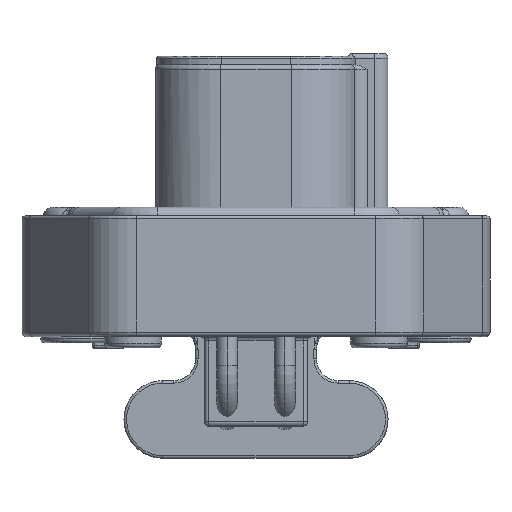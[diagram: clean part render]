
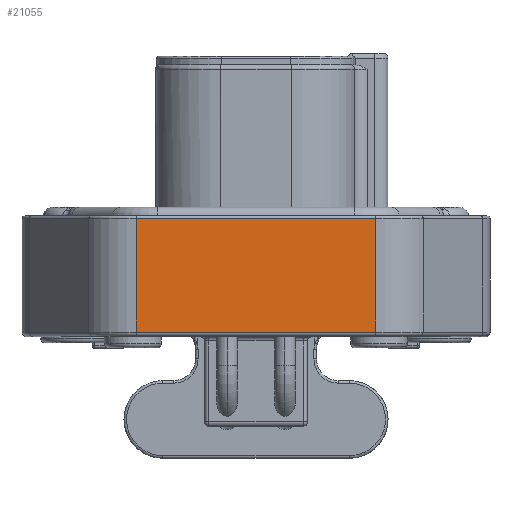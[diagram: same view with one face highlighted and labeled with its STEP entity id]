
A CAD part, top view. The second image highlights one B-rep face of the part: STEP entity #21055.
In plain terms, the highlighted planar face has unit normal (0, 0, 1).
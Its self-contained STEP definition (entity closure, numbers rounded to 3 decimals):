
#2352=DIRECTION('',(-1.,0.,0.));
#2353=VECTOR('',#2352,27.659);
#2354=CARTESIAN_POINT('',(13.83,5.65,18.25));
#2355=LINE('',#2354,#2353);
#6152=DIRECTION('',(0.,-1.,0.));
#6153=VECTOR('',#6152,13.15);
#6154=CARTESIAN_POINT('',(-13.83,5.65,18.25));
#6155=LINE('',#6154,#6153);
#6171=DIRECTION('',(1.,0.,0.));
#6172=VECTOR('',#6171,27.659);
#6173=CARTESIAN_POINT('',(-13.83,-7.5,18.25));
#6174=LINE('',#6173,#6172);
#6179=DIRECTION('',(0.,1.,0.));
#6180=VECTOR('',#6179,13.15);
#6181=CARTESIAN_POINT('',(13.83,-7.5,18.25));
#6182=LINE('',#6181,#6180);
#10860=CARTESIAN_POINT('',(13.83,-7.5,18.25));
#10861=VERTEX_POINT('',#10860);
#10862=CARTESIAN_POINT('',(13.83,5.65,18.25));
#10863=VERTEX_POINT('',#10862);
#10864=CARTESIAN_POINT('',(-13.83,-7.5,18.25));
#10865=VERTEX_POINT('',#10864);
#10866=CARTESIAN_POINT('',(-13.83,5.65,18.25));
#10867=VERTEX_POINT('',#10866);
#21043=CARTESIAN_POINT('',(-13.83,5.95,18.25));
#21044=DIRECTION('',(0.,0.,1.));
#21045=DIRECTION('',(1.,0.,0.));
#21046=AXIS2_PLACEMENT_3D('',#21043,#21044,#21045);
#21047=PLANE('',#21046);
#21048=ORIENTED_EDGE('',*,*,#21034,.F.);
#21049=ORIENTED_EDGE('',*,*,#21011,.F.);
#21050=ORIENTED_EDGE('',*,*,#15706,.F.);
#21052=ORIENTED_EDGE('',*,*,#21051,.F.);
#21053=EDGE_LOOP('',(#21048,#21049,#21050,#21052));
#21054=FACE_OUTER_BOUND('',#21053,.F.);
#21055=ADVANCED_FACE('',(#21054),#21047,.T.);
#15706=EDGE_CURVE('',#10863,#10867,#2355,.T.);
#21011=EDGE_CURVE('',#10867,#10865,#6155,.T.);
#21034=EDGE_CURVE('',#10865,#10861,#6174,.T.);
#21051=EDGE_CURVE('',#10861,#10863,#6182,.T.);
